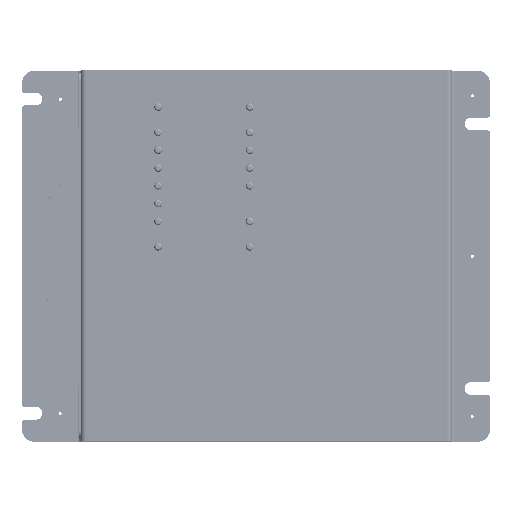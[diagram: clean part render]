
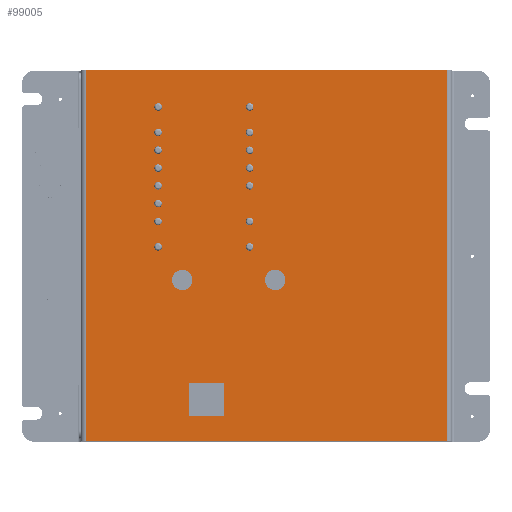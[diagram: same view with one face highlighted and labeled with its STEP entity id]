
A CAD part, top view. The second image highlights one B-rep face of the part: STEP entity #99005.
In plain terms, the highlighted face is planar.
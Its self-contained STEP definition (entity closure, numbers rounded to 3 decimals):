
#8806=LINE('',#161678,#16733);
#8810=LINE('',#161686,#16737);
#8813=LINE('',#161692,#16740);
#8816=LINE('',#161697,#16743);
#8972=LINE('',#162229,#16899);
#8978=LINE('',#162249,#16905);
#8984=LINE('',#162266,#16911);
#8986=LINE('',#162269,#16913);
#16733=VECTOR('',#135661,10.);
#16737=VECTOR('',#135667,10.);
#16740=VECTOR('',#135672,10.);
#16743=VECTOR('',#135677,10.);
#16899=VECTOR('',#136223,10.);
#16905=VECTOR('',#136247,10.);
#16911=VECTOR('',#136271,10.);
#16913=VECTOR('',#136275,10.);
#21961=PLANE('',#109615);
#24490=FACE_BOUND('',#40869,.T.);
#24491=FACE_BOUND('',#40870,.T.);
#24492=FACE_BOUND('',#40871,.T.);
#24493=FACE_BOUND('',#40872,.T.);
#24494=FACE_BOUND('',#40873,.T.);
#24495=FACE_BOUND('',#40874,.T.);
#24496=FACE_BOUND('',#40875,.T.);
#24497=FACE_BOUND('',#40876,.T.);
#24498=FACE_BOUND('',#40877,.T.);
#24499=FACE_BOUND('',#40878,.T.);
#24500=FACE_BOUND('',#40879,.T.);
#24501=FACE_BOUND('',#40880,.T.);
#24502=FACE_BOUND('',#40881,.T.);
#24503=FACE_BOUND('',#40882,.T.);
#24504=FACE_BOUND('',#40883,.T.);
#24505=FACE_BOUND('',#40884,.T.);
#24506=FACE_BOUND('',#40885,.T.);
#24507=FACE_BOUND('',#40886,.T.);
#32100=FACE_OUTER_BOUND('',#40868,.T.);
#40868=EDGE_LOOP('',(#85132,#85133,#85134,#85135));
#40869=EDGE_LOOP('',(#85136,#85137,#85138,#85139));
#40870=EDGE_LOOP('',(#85140));
#40871=EDGE_LOOP('',(#85141));
#40872=EDGE_LOOP('',(#85142));
#40873=EDGE_LOOP('',(#85143));
#40874=EDGE_LOOP('',(#85144));
#40875=EDGE_LOOP('',(#85145));
#40876=EDGE_LOOP('',(#85146));
#40877=EDGE_LOOP('',(#85147));
#40878=EDGE_LOOP('',(#85148));
#40879=EDGE_LOOP('',(#85149));
#40880=EDGE_LOOP('',(#85150));
#40881=EDGE_LOOP('',(#85151));
#40882=EDGE_LOOP('',(#85152));
#40883=EDGE_LOOP('',(#85153));
#40884=EDGE_LOOP('',(#85154));
#40885=EDGE_LOOP('',(#85155));
#40886=EDGE_LOOP('',(#85156));
#44108=CIRCLE('',#109404,4.);
#44110=CIRCLE('',#109407,4.);
#44112=CIRCLE('',#109410,1.5);
#44114=CIRCLE('',#109413,1.5);
#44116=CIRCLE('',#109416,1.5);
#44118=CIRCLE('',#109419,1.5);
#44120=CIRCLE('',#109422,1.5);
#44122=CIRCLE('',#109425,1.5);
#44124=CIRCLE('',#109428,1.5);
#44126=CIRCLE('',#109431,1.5);
#44128=CIRCLE('',#109434,1.5);
#44130=CIRCLE('',#109437,1.5);
#44132=CIRCLE('',#109440,1.5);
#44134=CIRCLE('',#109443,1.5);
#44136=CIRCLE('',#109446,1.5);
#44138=CIRCLE('',#109449,1.5);
#44140=CIRCLE('',#109452,1.5);
#51787=VERTEX_POINT('',#161676);
#51788=VERTEX_POINT('',#161677);
#51791=VERTEX_POINT('',#161685);
#51793=VERTEX_POINT('',#161691);
#51796=VERTEX_POINT('',#161702);
#51798=VERTEX_POINT('',#161707);
#51800=VERTEX_POINT('',#161712);
#51802=VERTEX_POINT('',#161717);
#51804=VERTEX_POINT('',#161722);
#51806=VERTEX_POINT('',#161727);
#51808=VERTEX_POINT('',#161732);
#51810=VERTEX_POINT('',#161737);
#51812=VERTEX_POINT('',#161742);
#51814=VERTEX_POINT('',#161747);
#51816=VERTEX_POINT('',#161752);
#51818=VERTEX_POINT('',#161757);
#51820=VERTEX_POINT('',#161762);
#51822=VERTEX_POINT('',#161767);
#51824=VERTEX_POINT('',#161772);
#51826=VERTEX_POINT('',#161777);
#51828=VERTEX_POINT('',#161782);
#51974=VERTEX_POINT('',#162226);
#51975=VERTEX_POINT('',#162228);
#51979=VERTEX_POINT('',#162246);
#51980=VERTEX_POINT('',#162248);
#62820=EDGE_CURVE('',#51787,#51788,#8806,.T.);
#62824=EDGE_CURVE('',#51791,#51787,#8810,.T.);
#62827=EDGE_CURVE('',#51793,#51791,#8813,.T.);
#62830=EDGE_CURVE('',#51788,#51793,#8816,.T.);
#62833=EDGE_CURVE('',#51796,#51796,#44108,.T.);
#62835=EDGE_CURVE('',#51798,#51798,#44110,.T.);
#62837=EDGE_CURVE('',#51800,#51800,#44112,.T.);
#62839=EDGE_CURVE('',#51802,#51802,#44114,.T.);
#62841=EDGE_CURVE('',#51804,#51804,#44116,.T.);
#62843=EDGE_CURVE('',#51806,#51806,#44118,.T.);
#62845=EDGE_CURVE('',#51808,#51808,#44120,.T.);
#62847=EDGE_CURVE('',#51810,#51810,#44122,.T.);
#62849=EDGE_CURVE('',#51812,#51812,#44124,.T.);
#62851=EDGE_CURVE('',#51814,#51814,#44126,.T.);
#62853=EDGE_CURVE('',#51816,#51816,#44128,.T.);
#62855=EDGE_CURVE('',#51818,#51818,#44130,.T.);
#62857=EDGE_CURVE('',#51820,#51820,#44132,.T.);
#62859=EDGE_CURVE('',#51822,#51822,#44134,.T.);
#62861=EDGE_CURVE('',#51824,#51824,#44136,.T.);
#62863=EDGE_CURVE('',#51826,#51826,#44138,.T.);
#62865=EDGE_CURVE('',#51828,#51828,#44140,.T.);
#63083=EDGE_CURVE('',#51975,#51974,#8972,.T.);
#63093=EDGE_CURVE('',#51980,#51979,#8978,.T.);
#63102=EDGE_CURVE('',#51975,#51979,#8984,.T.);
#63104=EDGE_CURVE('',#51980,#51974,#8986,.T.);
#85132=ORIENTED_EDGE('',*,*,#63083,.T.);
#85133=ORIENTED_EDGE('',*,*,#63104,.F.);
#85134=ORIENTED_EDGE('',*,*,#63093,.T.);
#85135=ORIENTED_EDGE('',*,*,#63102,.F.);
#85136=ORIENTED_EDGE('',*,*,#62820,.T.);
#85137=ORIENTED_EDGE('',*,*,#62830,.T.);
#85138=ORIENTED_EDGE('',*,*,#62827,.T.);
#85139=ORIENTED_EDGE('',*,*,#62824,.T.);
#85140=ORIENTED_EDGE('',*,*,#62833,.T.);
#85141=ORIENTED_EDGE('',*,*,#62835,.T.);
#85142=ORIENTED_EDGE('',*,*,#62837,.T.);
#85143=ORIENTED_EDGE('',*,*,#62839,.T.);
#85144=ORIENTED_EDGE('',*,*,#62841,.T.);
#85145=ORIENTED_EDGE('',*,*,#62843,.T.);
#85146=ORIENTED_EDGE('',*,*,#62845,.T.);
#85147=ORIENTED_EDGE('',*,*,#62847,.T.);
#85148=ORIENTED_EDGE('',*,*,#62849,.T.);
#85149=ORIENTED_EDGE('',*,*,#62851,.T.);
#85150=ORIENTED_EDGE('',*,*,#62853,.T.);
#85151=ORIENTED_EDGE('',*,*,#62855,.T.);
#85152=ORIENTED_EDGE('',*,*,#62857,.T.);
#85153=ORIENTED_EDGE('',*,*,#62859,.T.);
#85154=ORIENTED_EDGE('',*,*,#62861,.T.);
#85155=ORIENTED_EDGE('',*,*,#62863,.T.);
#85156=ORIENTED_EDGE('',*,*,#62865,.T.);
#99005=ADVANCED_FACE('',(#32100,#24490,#24491,#24492,#24493,#24494,#24495,
#24496,#24497,#24498,#24499,#24500,#24501,#24502,#24503,#24504,#24505,#24506,
#24507),#21961,.F.);
#109404=AXIS2_PLACEMENT_3D('',#161703,#135683,#135684);
#109407=AXIS2_PLACEMENT_3D('',#161708,#135689,#135690);
#109410=AXIS2_PLACEMENT_3D('',#161713,#135695,#135696);
#109413=AXIS2_PLACEMENT_3D('',#161718,#135701,#135702);
#109416=AXIS2_PLACEMENT_3D('',#161723,#135707,#135708);
#109419=AXIS2_PLACEMENT_3D('',#161728,#135713,#135714);
#109422=AXIS2_PLACEMENT_3D('',#161733,#135719,#135720);
#109425=AXIS2_PLACEMENT_3D('',#161738,#135725,#135726);
#109428=AXIS2_PLACEMENT_3D('',#161743,#135731,#135732);
#109431=AXIS2_PLACEMENT_3D('',#161748,#135737,#135738);
#109434=AXIS2_PLACEMENT_3D('',#161753,#135743,#135744);
#109437=AXIS2_PLACEMENT_3D('',#161758,#135749,#135750);
#109440=AXIS2_PLACEMENT_3D('',#161763,#135755,#135756);
#109443=AXIS2_PLACEMENT_3D('',#161768,#135761,#135762);
#109446=AXIS2_PLACEMENT_3D('',#161773,#135767,#135768);
#109449=AXIS2_PLACEMENT_3D('',#161778,#135773,#135774);
#109452=AXIS2_PLACEMENT_3D('',#161783,#135779,#135780);
#109615=AXIS2_PLACEMENT_3D('',#162268,#136273,#136274);
#135661=DIRECTION('',(0.,1.,0.));
#135667=DIRECTION('',(1.,0.,0.));
#135672=DIRECTION('',(0.,-1.,0.));
#135677=DIRECTION('',(-1.,0.,0.));
#135683=DIRECTION('center_axis',(0.,0.,1.));
#135684=DIRECTION('ref_axis',(-1.,0.,0.));
#135689=DIRECTION('center_axis',(0.,0.,1.));
#135690=DIRECTION('ref_axis',(-1.,0.,0.));
#135695=DIRECTION('center_axis',(0.,0.,1.));
#135696=DIRECTION('ref_axis',(-1.,0.,0.));
#135701=DIRECTION('center_axis',(0.,0.,1.));
#135702=DIRECTION('ref_axis',(-1.,0.,0.));
#135707=DIRECTION('center_axis',(0.,0.,1.));
#135708=DIRECTION('ref_axis',(-1.,0.,0.));
#135713=DIRECTION('center_axis',(0.,0.,1.));
#135714=DIRECTION('ref_axis',(-1.,0.,0.));
#135719=DIRECTION('center_axis',(0.,0.,1.));
#135720=DIRECTION('ref_axis',(-1.,0.,0.));
#135725=DIRECTION('center_axis',(0.,0.,1.));
#135726=DIRECTION('ref_axis',(-1.,0.,0.));
#135731=DIRECTION('center_axis',(0.,0.,1.));
#135732=DIRECTION('ref_axis',(-1.,0.,0.));
#135737=DIRECTION('center_axis',(0.,0.,1.));
#135738=DIRECTION('ref_axis',(-1.,0.,0.));
#135743=DIRECTION('center_axis',(0.,0.,1.));
#135744=DIRECTION('ref_axis',(-1.,0.,0.));
#135749=DIRECTION('center_axis',(0.,0.,1.));
#135750=DIRECTION('ref_axis',(-1.,0.,0.));
#135755=DIRECTION('center_axis',(0.,0.,1.));
#135756=DIRECTION('ref_axis',(-1.,0.,0.));
#135761=DIRECTION('center_axis',(0.,0.,1.));
#135762=DIRECTION('ref_axis',(-1.,0.,0.));
#135767=DIRECTION('center_axis',(0.,0.,1.));
#135768=DIRECTION('ref_axis',(-1.,0.,0.));
#135773=DIRECTION('center_axis',(0.,0.,1.));
#135774=DIRECTION('ref_axis',(-1.,0.,0.));
#135779=DIRECTION('center_axis',(0.,0.,1.));
#135780=DIRECTION('ref_axis',(-1.,0.,0.));
#136223=DIRECTION('',(0.,-1.,0.));
#136247=DIRECTION('',(0.,1.,0.));
#136271=DIRECTION('',(-1.,0.,0.));
#136273=DIRECTION('center_axis',(0.,0.,1.));
#136274=DIRECTION('ref_axis',(1.,0.,0.));
#136275=DIRECTION('',(1.,0.,0.));
#161676=CARTESIAN_POINT('',(102.5,10.,0.));
#161677=CARTESIAN_POINT('',(102.5,23.,0.));
#161678=CARTESIAN_POINT('',(102.5,41.5,0.));
#161685=CARTESIAN_POINT('',(88.5,10.,0.));
#161686=CARTESIAN_POINT('',(80.25,10.,0.));
#161691=CARTESIAN_POINT('',(88.5,23.,0.));
#161692=CARTESIAN_POINT('',(88.5,48.,0.));
#161697=CARTESIAN_POINT('',(87.25,23.,0.));
#161702=CARTESIAN_POINT('',(101.,63.5,0.));
#161703=CARTESIAN_POINT('Origin',(105.,63.5,0.));
#161707=CARTESIAN_POINT('',(64.5,63.5,0.));
#161708=CARTESIAN_POINT('Origin',(68.5,63.5,0.));
#161712=CARTESIAN_POINT('',(77.,86.5,0.));
#161713=CARTESIAN_POINT('Origin',(78.5,86.5,0.));
#161717=CARTESIAN_POINT('',(77.,107.5,0.));
#161718=CARTESIAN_POINT('Origin',(78.5,107.5,0.));
#161722=CARTESIAN_POINT('',(77.,121.5,0.));
#161723=CARTESIAN_POINT('Origin',(78.5,121.5,0.));
#161727=CARTESIAN_POINT('',(113.,131.5,0.));
#161728=CARTESIAN_POINT('Origin',(114.5,131.5,0.));
#161732=CARTESIAN_POINT('',(113.,114.5,0.));
#161733=CARTESIAN_POINT('Origin',(114.5,114.5,0.));
#161737=CARTESIAN_POINT('',(113.,100.5,0.));
#161738=CARTESIAN_POINT('Origin',(114.5,100.5,0.));
#161742=CARTESIAN_POINT('',(113.,86.5,0.));
#161743=CARTESIAN_POINT('Origin',(114.5,86.5,0.));
#161747=CARTESIAN_POINT('',(113.,76.5,0.));
#161748=CARTESIAN_POINT('Origin',(114.5,76.5,0.));
#161752=CARTESIAN_POINT('',(113.,93.5,0.));
#161753=CARTESIAN_POINT('Origin',(114.5,93.5,0.));
#161757=CARTESIAN_POINT('',(113.,107.5,0.));
#161758=CARTESIAN_POINT('Origin',(114.5,107.5,0.));
#161762=CARTESIAN_POINT('',(113.,121.5,0.));
#161763=CARTESIAN_POINT('Origin',(114.5,121.5,0.));
#161767=CARTESIAN_POINT('',(77.,131.5,0.));
#161768=CARTESIAN_POINT('Origin',(78.5,131.5,0.));
#161772=CARTESIAN_POINT('',(77.,114.5,0.));
#161773=CARTESIAN_POINT('Origin',(78.5,114.5,0.));
#161777=CARTESIAN_POINT('',(77.,100.5,0.));
#161778=CARTESIAN_POINT('Origin',(78.5,100.5,0.));
#161782=CARTESIAN_POINT('',(77.,76.5,0.));
#161783=CARTESIAN_POINT('Origin',(78.5,76.5,0.));
#162226=CARTESIAN_POINT('',(143.,0.,0.));
#162228=CARTESIAN_POINT('',(143.,146.,0.));
#162229=CARTESIAN_POINT('',(143.,109.5,0.));
#162246=CARTESIAN_POINT('',(1.,146.,0.));
#162248=CARTESIAN_POINT('',(1.,0.,0.));
#162249=CARTESIAN_POINT('',(1.,36.5,0.));
#162266=CARTESIAN_POINT('',(144.,146.,0.));
#162268=CARTESIAN_POINT('Origin',(72.,73.,0.));
#162269=CARTESIAN_POINT('',(0.,0.,0.));
